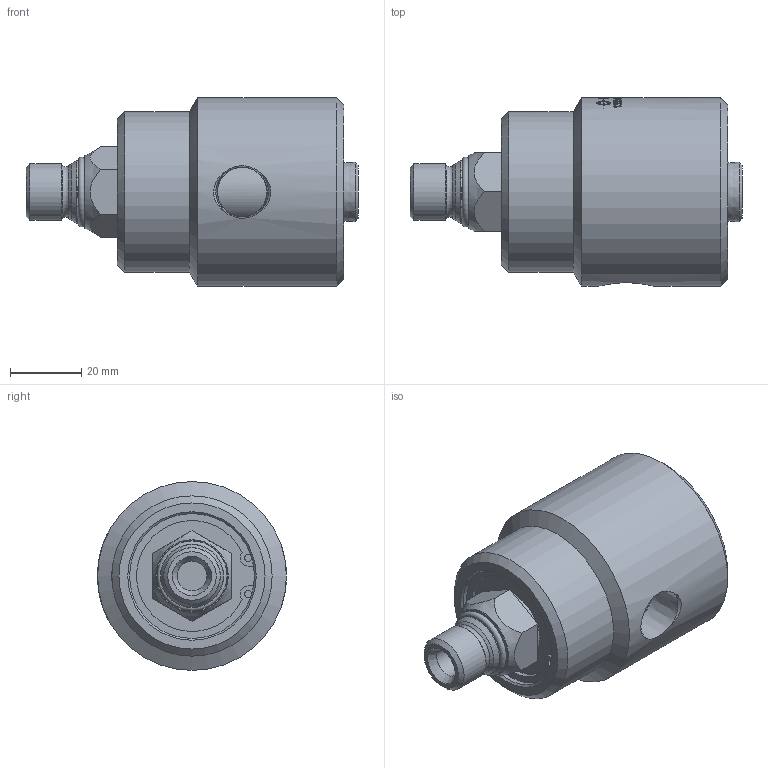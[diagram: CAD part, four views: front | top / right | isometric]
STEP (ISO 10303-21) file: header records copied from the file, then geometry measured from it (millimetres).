
FILE_DESCRIPTION(/* description */ (''),/* implementation_level */ '2;1');
FILE_NAME(/* name */ '1300-082-038005-IC.stp',/* time_stamp */ '2020-05-17T10:58:34-05:00',/* author */ ('Moorera'),/* organization */ (''),/* preprocessor_version */ 'ST-DEVELOPER v18.1',/* originating_system */ 'Autodesk Inventor 2020',/* authorisation */ '');
FILE_SCHEMA (('AUTOMOTIVE_DESIGN { 1 0 10303 214 3 1 1 }'));
Length unit declared in the file: millimetre
Products named in the file (1): 1300-082-038005-IC
Bounding box: 93.17 x 53 x 53 mm (x, y, z)
Volume: 127864 mm3; surface area: 18334.7 mm2
Topology: 2 solids, 2 shells, 418 faces, 1100 edges, 738 vertices
Faces by surface type: bspline 243, plane 96, cylinder 58, cone 16, torus 5
Full cylindrical faces by diameter (mm): 1.981 x2, 2.36 x1, 8.3 x1, 13.889 x1, 15.839 x1, 16 x1, 20.7 x1, 35.05 x1, 45 x1, 53 x1
Entity records: 20355 total; most frequent: CARTESIAN_POINT 11145, ORIENTED_EDGE 2200, DIRECTION 1297, EDGE_CURVE 1100, VERTEX_POINT 738, EDGE_LOOP 472, AXIS2_PLACEMENT_3D 448, B_SPLINE_CURVE_WITH_KNOTS 418
